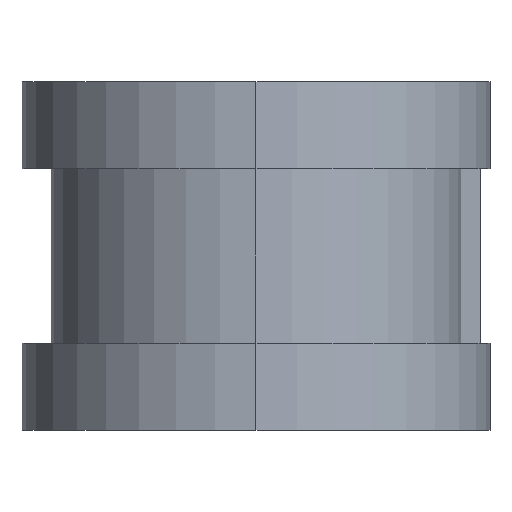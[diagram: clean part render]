
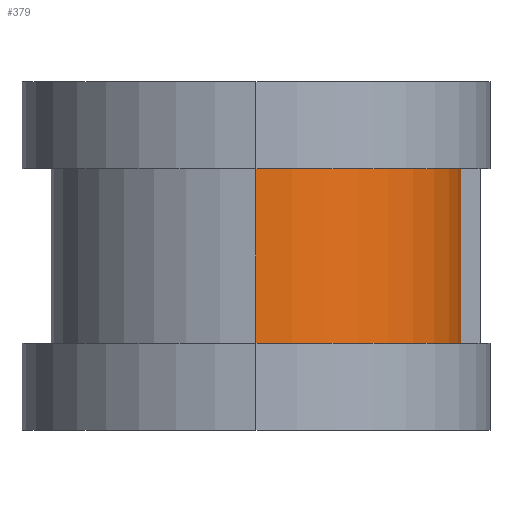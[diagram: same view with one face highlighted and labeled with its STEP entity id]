
A CAD part, left-side view. The second image highlights one B-rep face of the part: STEP entity #379.
In plain terms, the highlighted cylindrical face has radius 10.6 mm (diameter 21.2 mm), a partial arc.
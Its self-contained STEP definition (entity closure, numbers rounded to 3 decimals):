
#75 = DIRECTION ( 'NONE',  ( -1., 0., 0. ) ) ;
#85 = EDGE_CURVE ( 'NONE', #310, #654, #670, .T. ) ;
#86 = FACE_OUTER_BOUND ( 'NONE', #1385, .T. ) ;
#91 = VECTOR ( 'NONE', #1107, 1000. ) ;
#137 = EDGE_CURVE ( 'NONE', #1538, #1197, #1175, .T. ) ;
#211 = CARTESIAN_POINT ( 'NONE',  ( -10.6, 10., -4.5 ) ) ;
#310 = VERTEX_POINT ( 'NONE', #1091 ) ;
#379 = ADVANCED_FACE ( 'NONE', ( #86 ), #1500, .T. ) ;
#384 = CARTESIAN_POINT ( 'NONE',  ( 0., 10., 4.5 ) ) ;
#385 = CIRCLE ( 'NONE', #1275, 10.6 ) ;
#489 = DIRECTION ( 'NONE',  ( 0., 0., -1. ) ) ;
#546 = CARTESIAN_POINT ( 'NONE',  ( 0., -0.6, 7.5 ) ) ;
#553 = ORIENTED_EDGE ( 'NONE', *, *, #137, .T. ) ;
#564 = DIRECTION ( 'NONE',  ( 0., 0., -1. ) ) ;
#605 = DIRECTION ( 'NONE',  ( 0., -1., 0. ) ) ;
#654 = VERTEX_POINT ( 'NONE', #917 ) ;
#670 = LINE ( 'NONE', #546, #91 ) ;
#755 = DIRECTION ( 'NONE',  ( 0., 0., -1. ) ) ;
#776 = DIRECTION ( 'NONE',  ( 0., 0., -1. ) ) ;
#809 = CARTESIAN_POINT ( 'NONE',  ( -10.6, 10., 7.5 ) ) ;
#917 = CARTESIAN_POINT ( 'NONE',  ( 0., -0.6, -4.5 ) ) ;
#934 = CIRCLE ( 'NONE', #1193, 10.6 ) ;
#948 = VECTOR ( 'NONE', #564, 1000. ) ;
#997 = ORIENTED_EDGE ( 'NONE', *, *, #85, .F. ) ;
#1002 = CARTESIAN_POINT ( 'NONE',  ( 0., 10., -4.5 ) ) ;
#1021 = EDGE_CURVE ( 'NONE', #654, #1197, #385, .T. ) ;
#1091 = CARTESIAN_POINT ( 'NONE',  ( 0., -0.6, 4.5 ) ) ;
#1107 = DIRECTION ( 'NONE',  ( 0., 0., -1. ) ) ;
#1154 = CARTESIAN_POINT ( 'NONE',  ( 0., 10., 7.5 ) ) ;
#1175 = LINE ( 'NONE', #809, #948 ) ;
#1193 = AXIS2_PLACEMENT_3D ( 'NONE', #384, #489, #605 ) ;
#1197 = VERTEX_POINT ( 'NONE', #211 ) ;
#1202 = AXIS2_PLACEMENT_3D ( 'NONE', #1154, #776, #75 ) ;
#1252 = CARTESIAN_POINT ( 'NONE',  ( -10.6, 10., 4.5 ) ) ;
#1261 = DIRECTION ( 'NONE',  ( 0., -1., 0. ) ) ;
#1275 = AXIS2_PLACEMENT_3D ( 'NONE', #1002, #755, #1261 ) ;
#1344 = ORIENTED_EDGE ( 'NONE', *, *, #1021, .F. ) ;
#1385 = EDGE_LOOP ( 'NONE', ( #1394, #553, #1344, #997 ) ) ;
#1394 = ORIENTED_EDGE ( 'NONE', *, *, #1430, .T. ) ;
#1430 = EDGE_CURVE ( 'NONE', #310, #1538, #934, .T. ) ;
#1500 = CYLINDRICAL_SURFACE ( 'NONE', #1202, 10.6 ) ;
#1538 = VERTEX_POINT ( 'NONE', #1252 ) ;
